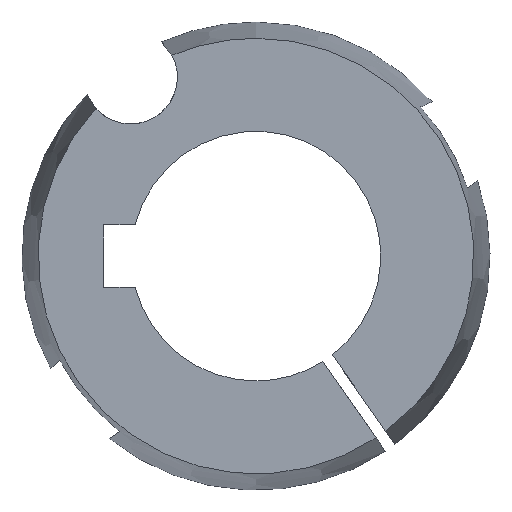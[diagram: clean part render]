
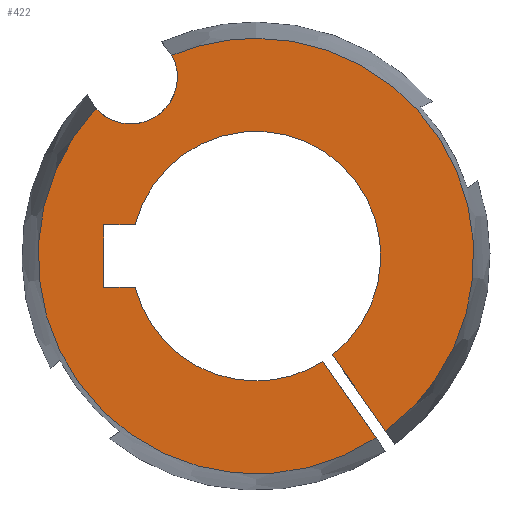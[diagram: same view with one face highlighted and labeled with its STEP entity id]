
A CAD part, left-side view. The second image highlights one B-rep face of the part: STEP entity #422.
In plain terms, the highlighted planar face has unit normal (-1, 0, 0).
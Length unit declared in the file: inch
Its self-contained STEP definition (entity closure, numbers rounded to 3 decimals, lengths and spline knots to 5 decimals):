
#17 = CARTESIAN_POINT ( 'NONE',  ( -1., -0.48105, -0.72787 ) ) ;
#21 = EDGE_CURVE ( 'NONE', #767, #581, #50, .T. ) ;
#26 = CARTESIAN_POINT ( 'NONE',  ( -1., 0., 0. ) ) ;
#31 = ORIENTED_EDGE ( 'NONE', *, *, #512, .F. ) ;
#35 = AXIS2_PLACEMENT_3D ( 'NONE', #847, #425, #43 ) ;
#43 = DIRECTION ( 'NONE',  ( 0., 0., -1. ) ) ;
#46 = DIRECTION ( 'NONE',  ( 1., 0., 0. ) ) ;
#49 = VECTOR ( 'NONE', #290, 39.37008 ) ;
#50 = CIRCLE ( 'NONE', #175, 0.5 ) ;
#60 = AXIS2_PLACEMENT_3D ( 'NONE', #531, #144, #608 ) ;
#63 = EDGE_CURVE ( 'NONE', #581, #852, #266, .T. ) ;
#73 = CARTESIAN_POINT ( 'NONE',  ( -1., 0.33644, 0.80499 ) ) ;
#77 = DIRECTION ( 'NONE',  ( 0., 0., -1. ) ) ;
#85 = DIRECTION ( 'NONE',  ( 0., 0., 1. ) ) ;
#92 = LINE ( 'NONE', #224, #49 ) ;
#93 = CIRCLE ( 'NONE', #247, 0.5 ) ;
#100 = CARTESIAN_POINT ( 'NONE',  ( -1., -0.26727, -0.42257 ) ) ;
#110 = CARTESIAN_POINT ( 'NONE',  ( -1., 0., 0.87247 ) ) ;
#122 = AXIS2_PLACEMENT_3D ( 'NONE', #26, #480, #85 ) ;
#127 = CARTESIAN_POINT ( 'NONE',  ( -1., 0.64138, 0.59147 ) ) ;
#144 = DIRECTION ( 'NONE',  ( -1., 0., 0. ) ) ;
#154 = CARTESIAN_POINT ( 'NONE',  ( -1., 0., 0. ) ) ;
#155 = VERTEX_POINT ( 'NONE', #110 ) ;
#166 = ORIENTED_EDGE ( 'NONE', *, *, #325, .T. ) ;
#169 = VERTEX_POINT ( 'NONE', #229 ) ;
#175 = AXIS2_PLACEMENT_3D ( 'NONE', #462, #46, #502 ) ;
#179 = EDGE_CURVE ( 'NONE', #155, #503, #651, .T. ) ;
#184 = AXIS2_PLACEMENT_3D ( 'NONE', #154, #623, #222 ) ;
#186 = ORIENTED_EDGE ( 'NONE', *, *, #211, .T. ) ;
#195 = CARTESIAN_POINT ( 'NONE',  ( -1., -0.51945, -0.70098 ) ) ;
#198 = ORIENTED_EDGE ( 'NONE', *, *, #865, .T. ) ;
#211 = EDGE_CURVE ( 'NONE', #782, #490, #93, .T. ) ;
#212 = DIRECTION ( 'NONE',  ( 1., 0., 0. ) ) ;
#217 = AXIS2_PLACEMENT_3D ( 'NONE', #234, #704, #303 ) ;
#220 = DIRECTION ( 'NONE',  ( 1., 0., 0. ) ) ;
#222 = DIRECTION ( 'NONE',  ( 0., 0., 1. ) ) ;
#224 = CARTESIAN_POINT ( 'NONE',  ( -1., -0.51836, -0.78116 ) ) ;
#225 = DIRECTION ( 'NONE',  ( -1., 0., 0. ) ) ;
#229 = CARTESIAN_POINT ( 'NONE',  ( -1., 0.60912, -0.125 ) ) ;
#230 = AXIS2_PLACEMENT_3D ( 'NONE', #627, #225, #697 ) ;
#234 = CARTESIAN_POINT ( 'NONE',  ( -1., 0.50188, 0.71676 ) ) ;
#243 = CARTESIAN_POINT ( 'NONE',  ( -1., 0.60912, 0.125 ) ) ;
#247 = AXIS2_PLACEMENT_3D ( 'NONE', #612, #212, #686 ) ;
#257 = CARTESIAN_POINT ( 'NONE',  ( -1., 0., -0.5 ) ) ;
#266 = CIRCLE ( 'NONE', #427, 0.5 ) ;
#270 = DIRECTION ( 'NONE',  ( 0., -0.574, -0.819 ) ) ;
#274 = VERTEX_POINT ( 'NONE', #195 ) ;
#282 = CARTESIAN_POINT ( 'NONE',  ( -1., -0.30567, -0.39568 ) ) ;
#285 = PLANE ( 'NONE',  #184 ) ;
#290 = DIRECTION ( 'NONE',  ( 0., 0.574, 0.819 ) ) ;
#298 = EDGE_LOOP ( 'NONE', ( #198, #338, #762, #166, #424, #809, #317, #31, #495, #186, #797, #358, #371 ) ) ;
#299 = CIRCLE ( 'NONE', #122, 0.87247 ) ;
#303 = DIRECTION ( 'NONE',  ( 0., 0., -1. ) ) ;
#317 = ORIENTED_EDGE ( 'NONE', *, *, #706, .T. ) ;
#321 = CIRCLE ( 'NONE', #217, 0.1875 ) ;
#325 = EDGE_CURVE ( 'NONE', #555, #767, #92, .T. ) ;
#335 = VECTOR ( 'NONE', #270, 39.37008 ) ;
#336 = LINE ( 'NONE', #661, #483 ) ;
#338 = ORIENTED_EDGE ( 'NONE', *, *, #721, .T. ) ;
#358 = ORIENTED_EDGE ( 'NONE', *, *, #439, .T. ) ;
#371 = ORIENTED_EDGE ( 'NONE', *, *, #179, .T. ) ;
#375 = LINE ( 'NONE', #810, #335 ) ;
#385 = DIRECTION ( 'NONE',  ( 0., -1., 0. ) ) ;
#422 = ADVANCED_FACE ( 'NONE', ( #642 ), #285, .T. ) ;
#424 = ORIENTED_EDGE ( 'NONE', *, *, #21, .T. ) ;
#425 = DIRECTION ( 'NONE',  ( 1., 0., 0. ) ) ;
#427 = AXIS2_PLACEMENT_3D ( 'NONE', #620, #220, #693 ) ;
#439 = EDGE_CURVE ( 'NONE', #274, #155, #680, .T. ) ;
#447 = VECTOR ( 'NONE', #77, 39.37008 ) ;
#449 = LINE ( 'NONE', #756, #447 ) ;
#462 = CARTESIAN_POINT ( 'NONE',  ( -1., 0., 0. ) ) ;
#480 = DIRECTION ( 'NONE',  ( -1., 0., 0. ) ) ;
#483 = VECTOR ( 'NONE', #385, 39.37008 ) ;
#490 = VERTEX_POINT ( 'NONE', #282 ) ;
#495 = ORIENTED_EDGE ( 'NONE', *, *, #571, .T. ) ;
#502 = DIRECTION ( 'NONE',  ( 0., 0., -1. ) ) ;
#503 = VERTEX_POINT ( 'NONE', #73 ) ;
#512 = EDGE_CURVE ( 'NONE', #728, #169, #449, .T. ) ;
#531 = CARTESIAN_POINT ( 'NONE',  ( -1., 0., 0. ) ) ;
#555 = VERTEX_POINT ( 'NONE', #17 ) ;
#558 = VECTOR ( 'NONE', #841, 39.37008 ) ;
#571 = EDGE_CURVE ( 'NONE', #728, #782, #336, .T. ) ;
#577 = CIRCLE ( 'NONE', #35, 0.1875 ) ;
#581 = VERTEX_POINT ( 'NONE', #257 ) ;
#605 = CARTESIAN_POINT ( 'NONE',  ( -1., 0.48412, -0.125 ) ) ;
#606 = LINE ( 'NONE', #776, #558 ) ;
#608 = DIRECTION ( 'NONE',  ( 0., 0., 1. ) ) ;
#612 = CARTESIAN_POINT ( 'NONE',  ( -1., 0., 0. ) ) ;
#620 = CARTESIAN_POINT ( 'NONE',  ( -1., 0., 0. ) ) ;
#623 = DIRECTION ( 'NONE',  ( -1., 0., 0. ) ) ;
#627 = CARTESIAN_POINT ( 'NONE',  ( -1., 0., 0. ) ) ;
#629 = VERTEX_POINT ( 'NONE', #127 ) ;
#642 = FACE_OUTER_BOUND ( 'NONE', #298, .T. ) ;
#651 = CIRCLE ( 'NONE', #60, 0.87247 ) ;
#661 = CARTESIAN_POINT ( 'NONE',  ( -1., 0.48412, 0.125 ) ) ;
#680 = CIRCLE ( 'NONE', #230, 0.87247 ) ;
#686 = DIRECTION ( 'NONE',  ( 0., 0., -1. ) ) ;
#693 = DIRECTION ( 'NONE',  ( 0., 0., -1. ) ) ;
#697 = DIRECTION ( 'NONE',  ( 0., 0., 1. ) ) ;
#704 = DIRECTION ( 'NONE',  ( 1., 0., 0. ) ) ;
#706 = EDGE_CURVE ( 'NONE', #852, #169, #606, .T. ) ;
#714 = CARTESIAN_POINT ( 'NONE',  ( -1., 0.50188, 0.52926 ) ) ;
#715 = VERTEX_POINT ( 'NONE', #714 ) ;
#721 = EDGE_CURVE ( 'NONE', #715, #629, #577, .T. ) ;
#728 = VERTEX_POINT ( 'NONE', #243 ) ;
#756 = CARTESIAN_POINT ( 'NONE',  ( -1., 0.60912, 0.125 ) ) ;
#762 = ORIENTED_EDGE ( 'NONE', *, *, #840, .T. ) ;
#767 = VERTEX_POINT ( 'NONE', #100 ) ;
#776 = CARTESIAN_POINT ( 'NONE',  ( -1., 0.48412, -0.125 ) ) ;
#782 = VERTEX_POINT ( 'NONE', #806 ) ;
#797 = ORIENTED_EDGE ( 'NONE', *, *, #822, .T. ) ;
#806 = CARTESIAN_POINT ( 'NONE',  ( -1., 0.48412, 0.125 ) ) ;
#809 = ORIENTED_EDGE ( 'NONE', *, *, #63, .T. ) ;
#810 = CARTESIAN_POINT ( 'NONE',  ( -1., 0.05891, 0.125 ) ) ;
#822 = EDGE_CURVE ( 'NONE', #490, #274, #375, .T. ) ;
#840 = EDGE_CURVE ( 'NONE', #629, #555, #299, .T. ) ;
#841 = DIRECTION ( 'NONE',  ( 0., 1., 0. ) ) ;
#847 = CARTESIAN_POINT ( 'NONE',  ( -1., 0.50188, 0.71676 ) ) ;
#852 = VERTEX_POINT ( 'NONE', #605 ) ;
#865 = EDGE_CURVE ( 'NONE', #503, #715, #321, .T. ) ;
